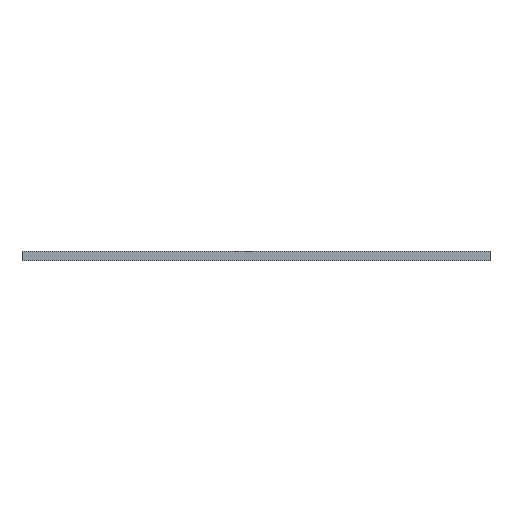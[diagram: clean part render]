
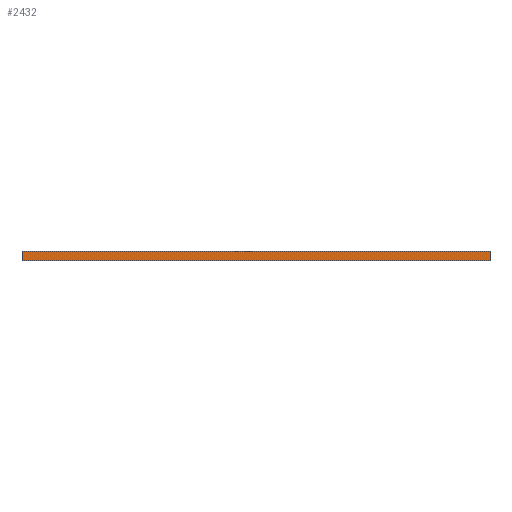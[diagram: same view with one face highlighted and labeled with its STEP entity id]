
A CAD part, left-side view. The second image highlights one B-rep face of the part: STEP entity #2432.
In plain terms, the highlighted planar face has unit normal (-1, 0, 0).
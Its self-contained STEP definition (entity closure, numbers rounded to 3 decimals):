
#294=PLANE('',#2768);
#426=FACE_OUTER_BOUND('',#650,.T.);
#650=EDGE_LOOP('',(#2201,#2202,#2203,#2204));
#731=LINE('',#3563,#853);
#837=LINE('',#4176,#959);
#838=LINE('',#4177,#960);
#839=LINE('',#4178,#961);
#853=VECTOR('',#2791,10.);
#959=VECTOR('',#3521,10.);
#960=VECTOR('',#3522,10.);
#961=VECTOR('',#3523,10.);
#1166=VERTEX_POINT('',#3560);
#1167=VERTEX_POINT('',#3562);
#1361=VERTEX_POINT('',#4174);
#1362=VERTEX_POINT('',#4175);
#1373=EDGE_CURVE('',#1166,#1167,#731,.T.);
#1667=EDGE_CURVE('',#1361,#1362,#837,.T.);
#1668=EDGE_CURVE('',#1361,#1167,#838,.T.);
#1669=EDGE_CURVE('',#1362,#1166,#839,.T.);
#2201=ORIENTED_EDGE('',*,*,#1667,.F.);
#2202=ORIENTED_EDGE('',*,*,#1668,.T.);
#2203=ORIENTED_EDGE('',*,*,#1373,.F.);
#2204=ORIENTED_EDGE('',*,*,#1669,.F.);
#2432=ADVANCED_FACE('',(#426),#294,.T.);
#2768=AXIS2_PLACEMENT_3D('',#4173,#3519,#3520);
#2791=DIRECTION('',(0.,-1.,0.));
#3519=DIRECTION('center_axis',(-1.,0.,0.));
#3520=DIRECTION('ref_axis',(0.,-1.,0.));
#3521=DIRECTION('',(0.,1.,0.));
#3522=DIRECTION('',(0.,0.,1.));
#3523=DIRECTION('',(0.,0.,1.));
#3560=CARTESIAN_POINT('',(-420.,422.75,18.));
#3562=CARTESIAN_POINT('',(-420.,-422.75,18.));
#3563=CARTESIAN_POINT('',(-420.,-422.75,18.));
#4173=CARTESIAN_POINT('Origin',(-420.,422.75,0.));
#4174=CARTESIAN_POINT('',(-420.,-422.75,0.));
#4175=CARTESIAN_POINT('',(-420.,422.75,0.));
#4176=CARTESIAN_POINT('',(-420.,-422.75,0.));
#4177=CARTESIAN_POINT('',(-420.,-422.75,0.));
#4178=CARTESIAN_POINT('',(-420.,422.75,0.));
